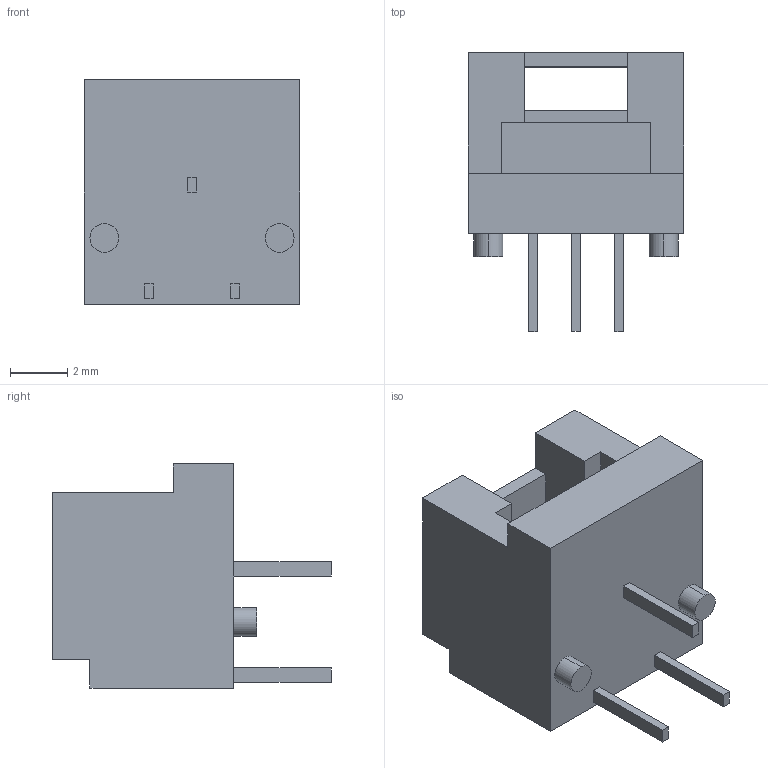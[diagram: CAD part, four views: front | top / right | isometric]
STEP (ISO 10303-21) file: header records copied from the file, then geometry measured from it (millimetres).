
FILE_DESCRIPTION (( 'STEP AP214' ), '1' );
FILE_NAME ('S03B-ZESK-2D.STEP', '2010-06-15T04:07:40', ( 'JSTOEC' ), ( '' ), 'SwSTEP 2.0', 'SolidWorks 2005235', '' );
FILE_SCHEMA (( 'AUTOMOTIVE_DESIGN' ));
Length unit declared in the file: millimetre
Products named in the file (1): S03B-ZESK-2D
Bounding box: 7.5 x 9.7 x 7.8 mm (x, y, z)
Volume: 248.7 mm3; surface area: 415.3 mm2
Topology: 1 solids, 1 shells, 43 faces, 114 edges, 76 vertices
Faces by surface type: plane 39, cylinder 4
Entity records: 1508 total; most frequent: CARTESIAN_POINT 234, ORIENTED_EDGE 228, DIRECTION 210, EDGE_CURVE 114, VECTOR 106, LINE 106, VERTEX_POINT 76, AXIS2_PLACEMENT_3D 52
